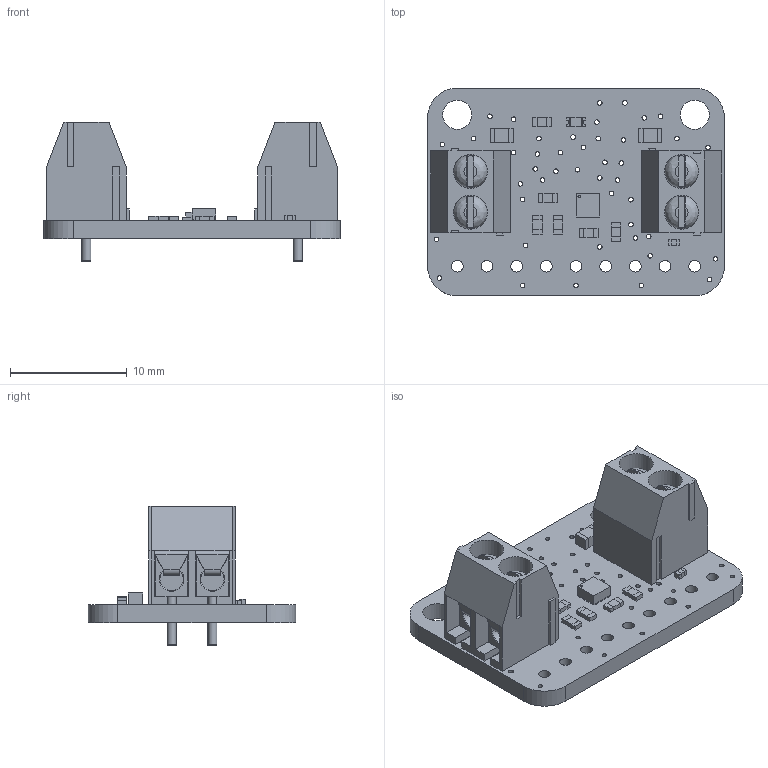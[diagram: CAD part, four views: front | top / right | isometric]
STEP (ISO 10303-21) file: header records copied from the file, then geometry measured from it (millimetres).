
FILE_DESCRIPTION(/* description */ (''),/* implementation_level */ '2;1');
FILE_NAME(/* name */ 'PCB Component.step',/* time_stamp */ '2025-07-09T18:39:39-04:00',/* author */ (''),/* organization */ (''),/* preprocessor_version */ 'ST-DEVELOPER v20.1',/* originating_system */ 'Autodesk Translation Framework v14.10.0.0',/* authorisation */ '');
FILE_SCHEMA (('AUTOMOTIVE_DESIGN { 1 0 10303 214 3 1 1 }'));
Length unit declared in the file: millimetre
Products named in the file (8): PCB Component; Board; 47K; LM73100RPWR; 3.5mm; 1.5K; 10uF/25V; Green
Assembly tree (14 placements, depth 2):
  PCB Component
    Board
    47K  x6
    LM73100RPWR
    3.5mm  x2
    1.5K
    10uF/25V  x2
    Green
Bounding box: 25.4 x 17.78 x 11.9 mm (x, y, z)
Volume: 1232.9 mm3; surface area: 3011.2 mm2
Topology: 43 solids, 43 shells, 1048 faces, 2547 edges, 1594 vertices
Faces by surface type: plane 514, cylinder 306, torus 168, bspline 56, cone 4
Full cylindrical faces by diameter (mm): 0.2 x2, 0.394 x63, 0.77 x4, 1 x13, 1.86 x4, 2 x16, 2.5 x2, 2.9 x8
Entity records: 20798 total; most frequent: CARTESIAN_POINT 4231, DIRECTION 3459, ORIENTED_EDGE 3186, EDGE_CURVE 1593, AXIS2_PLACEMENT_3D 1254, VERTEX_POINT 1010, LINE 951, VECTOR 951
